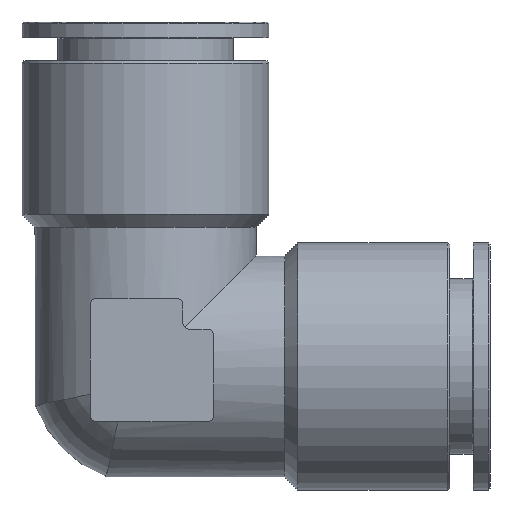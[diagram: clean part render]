
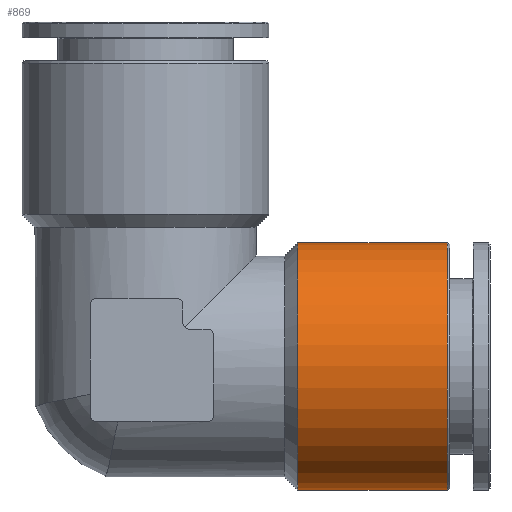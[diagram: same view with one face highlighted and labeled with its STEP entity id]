
A CAD part, front view. The second image highlights one B-rep face of the part: STEP entity #869.
In plain terms, the highlighted cylindrical face has radius 9.5 mm (diameter 19 mm), a full revolution.
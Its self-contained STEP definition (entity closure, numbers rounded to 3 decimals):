
#221=ORIENTED_EDGE('',*,*,#451,.F.);
#222=ORIENTED_EDGE('',*,*,#450,.T.);
#450=EDGE_CURVE('',#563,#563,#622,.T.);
#451=EDGE_CURVE('',#564,#564,#623,.T.);
#563=VERTEX_POINT('',#1477);
#564=VERTEX_POINT('',#1480);
#622=CIRCLE('',#956,9.5);
#623=CIRCLE('',#958,9.5);
#669=EDGE_LOOP('',(#221));
#670=EDGE_LOOP('',(#222));
#759=FACE_BOUND('',#669,.T.);
#760=FACE_BOUND('',#670,.T.);
#843=CYLINDRICAL_SURFACE('',#957,9.5);
#869=ADVANCED_FACE('',(#759,#760),#843,.T.);
#956=AXIS2_PLACEMENT_3D('',#1476,#1097,#1098);
#957=AXIS2_PLACEMENT_3D('',#1478,#1099,#1100);
#958=AXIS2_PLACEMENT_3D('',#1479,#1101,#1102);
#1097=DIRECTION('',(1.,0.,0.));
#1098=DIRECTION('',(0.,0.,-1.));
#1099=DIRECTION('',(1.,0.,0.));
#1100=DIRECTION('',(0.,0.,-1.));
#1101=DIRECTION('',(1.,0.,0.));
#1102=DIRECTION('',(0.,0.,-1.));
#1476=CARTESIAN_POINT('',(11.7,0.,0.));
#1477=CARTESIAN_POINT('',(11.7,0.,-9.5));
#1478=CARTESIAN_POINT('',(26.5,0.,0.));
#1479=CARTESIAN_POINT('',(23.227,0.,0.));
#1480=CARTESIAN_POINT('',(23.227,0.,-9.5));
